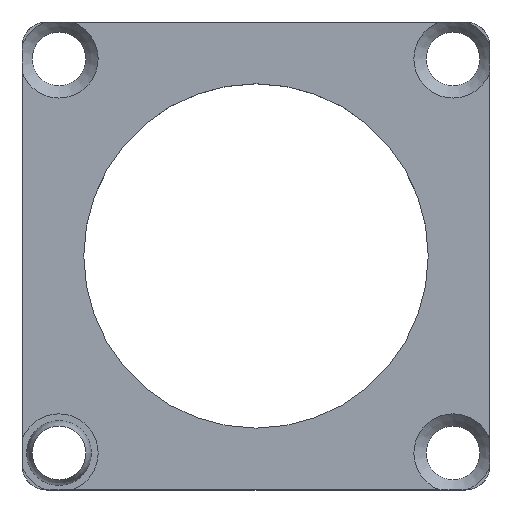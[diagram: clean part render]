
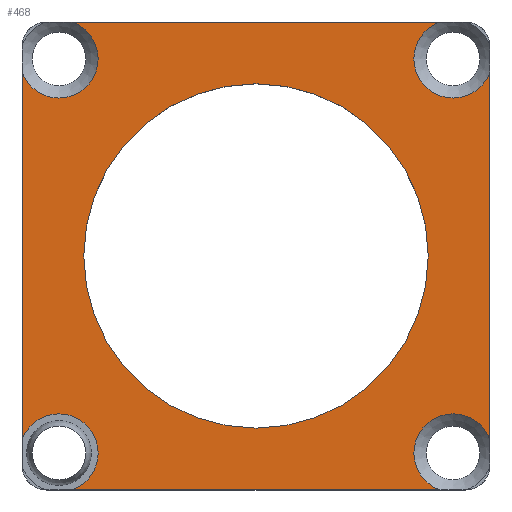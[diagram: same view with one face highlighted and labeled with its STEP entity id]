
A CAD part, top view. The second image highlights one B-rep face of the part: STEP entity #468.
In plain terms, the highlighted planar face has unit normal (0, 0, 1).
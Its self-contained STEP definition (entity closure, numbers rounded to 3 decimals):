
#15=FACE_BOUND('',#85,.T.);
#34=PLANE('',#545);
#61=FACE_OUTER_BOUND('',#84,.T.);
#84=EDGE_LOOP('',(#417,#418,#419,#420,#421,#422,#423,#424,#425,#426,#427,
#428));
#85=EDGE_LOOP('',(#429));
#114=LINE('',#792,#135);
#118=LINE('',#807,#139);
#125=LINE('',#858,#146);
#127=LINE('',#861,#148);
#135=VECTOR('',#605,10.);
#139=VECTOR('',#623,10.);
#146=VECTOR('',#674,10.);
#148=VECTOR('',#678,10.);
#151=CIRCLE('',#492,3.185);
#153=CIRCLE('',#494,3.185);
#157=CIRCLE('',#500,3.185);
#159=CIRCLE('',#502,3.185);
#165=CIRCLE('',#511,3.185);
#167=CIRCLE('',#513,3.185);
#174=CIRCLE('',#528,3.185);
#176=CIRCLE('',#530,3.185);
#182=CIRCLE('',#540,14.);
#185=VERTEX_POINT('',#688);
#186=VERTEX_POINT('',#690);
#191=VERTEX_POINT('',#708);
#194=VERTEX_POINT('',#720);
#195=VERTEX_POINT('',#722);
#200=VERTEX_POINT('',#740);
#204=VERTEX_POINT('',#756);
#205=VERTEX_POINT('',#758);
#210=VERTEX_POINT('',#776);
#214=VERTEX_POINT('',#788);
#218=VERTEX_POINT('',#806);
#223=VERTEX_POINT('',#824);
#228=VERTEX_POINT('',#850);
#232=EDGE_CURVE('',#186,#185,#151,.T.);
#238=EDGE_CURVE('',#185,#191,#153,.T.);
#243=EDGE_CURVE('',#195,#194,#157,.T.);
#249=EDGE_CURVE('',#194,#200,#159,.T.);
#256=EDGE_CURVE('',#205,#204,#165,.T.);
#262=EDGE_CURVE('',#204,#210,#167,.T.);
#267=EDGE_CURVE('',#191,#214,#114,.T.);
#275=EDGE_CURVE('',#218,#205,#118,.T.);
#283=EDGE_CURVE('',#214,#223,#174,.T.);
#287=EDGE_CURVE('',#223,#218,#176,.T.);
#294=EDGE_CURVE('',#228,#228,#182,.T.);
#297=EDGE_CURVE('',#200,#186,#125,.T.);
#299=EDGE_CURVE('',#210,#195,#127,.T.);
#417=ORIENTED_EDGE('',*,*,#232,.T.);
#418=ORIENTED_EDGE('',*,*,#238,.T.);
#419=ORIENTED_EDGE('',*,*,#267,.T.);
#420=ORIENTED_EDGE('',*,*,#283,.T.);
#421=ORIENTED_EDGE('',*,*,#287,.T.);
#422=ORIENTED_EDGE('',*,*,#275,.T.);
#423=ORIENTED_EDGE('',*,*,#256,.T.);
#424=ORIENTED_EDGE('',*,*,#262,.T.);
#425=ORIENTED_EDGE('',*,*,#299,.T.);
#426=ORIENTED_EDGE('',*,*,#243,.T.);
#427=ORIENTED_EDGE('',*,*,#249,.T.);
#428=ORIENTED_EDGE('',*,*,#297,.T.);
#429=ORIENTED_EDGE('',*,*,#294,.T.);
#468=ADVANCED_FACE('',(#61,#15),#34,.T.);
#492=AXIS2_PLACEMENT_3D('',#691,#554,#555);
#494=AXIS2_PLACEMENT_3D('',#712,#558,#559);
#500=AXIS2_PLACEMENT_3D('',#723,#571,#572);
#502=AXIS2_PLACEMENT_3D('',#744,#575,#576);
#511=AXIS2_PLACEMENT_3D('',#759,#594,#595);
#513=AXIS2_PLACEMENT_3D('',#780,#598,#599);
#528=AXIS2_PLACEMENT_3D('',#826,#640,#641);
#530=AXIS2_PLACEMENT_3D('',#838,#644,#645);
#540=AXIS2_PLACEMENT_3D('',#852,#665,#666);
#545=AXIS2_PLACEMENT_3D('',#863,#680,#681);
#554=DIRECTION('center_axis',(0.,0.,-1.));
#555=DIRECTION('ref_axis',(0.,-1.,0.));
#558=DIRECTION('center_axis',(0.,0.,-1.));
#559=DIRECTION('ref_axis',(0.,-1.,0.));
#571=DIRECTION('center_axis',(0.,0.,-1.));
#572=DIRECTION('ref_axis',(-1.,0.,0.));
#575=DIRECTION('center_axis',(0.,0.,-1.));
#576=DIRECTION('ref_axis',(-1.,0.,0.));
#594=DIRECTION('center_axis',(0.,0.,-1.));
#595=DIRECTION('ref_axis',(0.,1.,0.));
#598=DIRECTION('center_axis',(0.,0.,-1.));
#599=DIRECTION('ref_axis',(0.,1.,0.));
#605=DIRECTION('',(0.,1.,0.));
#623=DIRECTION('',(-1.,0.,0.));
#640=DIRECTION('center_axis',(0.,0.,-1.));
#641=DIRECTION('ref_axis',(1.,0.,0.));
#644=DIRECTION('center_axis',(0.,0.,-1.));
#645=DIRECTION('ref_axis',(1.,0.,0.));
#665=DIRECTION('center_axis',(0.,0.,-1.));
#666=DIRECTION('ref_axis',(-1.,0.,0.));
#674=DIRECTION('',(1.,0.,0.));
#678=DIRECTION('',(0.,-1.,0.));
#680=DIRECTION('center_axis',(0.,0.,1.));
#681=DIRECTION('ref_axis',(1.,0.,0.));
#688=CARTESIAN_POINT('',(16.02,-12.836,4.));
#690=CARTESIAN_POINT('',(14.952,-19.02,4.));
#691=CARTESIAN_POINT('Origin',(16.02,-16.02,4.));
#708=CARTESIAN_POINT('',(19.02,-14.952,4.));
#712=CARTESIAN_POINT('Origin',(16.02,-16.02,4.));
#720=CARTESIAN_POINT('',(-12.836,-16.02,4.));
#722=CARTESIAN_POINT('',(-19.02,-14.952,4.));
#723=CARTESIAN_POINT('Origin',(-16.02,-16.02,4.));
#740=CARTESIAN_POINT('',(-14.952,-19.02,4.));
#744=CARTESIAN_POINT('Origin',(-16.02,-16.02,4.));
#756=CARTESIAN_POINT('',(-16.02,12.836,4.));
#758=CARTESIAN_POINT('',(-14.952,19.02,4.));
#759=CARTESIAN_POINT('Origin',(-16.02,16.02,4.));
#776=CARTESIAN_POINT('',(-19.02,14.952,4.));
#780=CARTESIAN_POINT('Origin',(-16.02,16.02,4.));
#788=CARTESIAN_POINT('',(19.02,14.952,4.));
#792=CARTESIAN_POINT('',(19.02,-17.02,4.));
#806=CARTESIAN_POINT('',(14.952,19.02,4.));
#807=CARTESIAN_POINT('',(17.02,19.02,4.));
#824=CARTESIAN_POINT('',(12.836,16.02,4.));
#826=CARTESIAN_POINT('Origin',(16.02,16.02,4.));
#838=CARTESIAN_POINT('Origin',(16.02,16.02,4.));
#850=CARTESIAN_POINT('',(14.,0.,4.));
#852=CARTESIAN_POINT('Origin',(0.,0.,4.));
#858=CARTESIAN_POINT('',(-17.02,-19.02,4.));
#861=CARTESIAN_POINT('',(-19.02,17.02,4.));
#863=CARTESIAN_POINT('Origin',(0.,0.,
4.));
